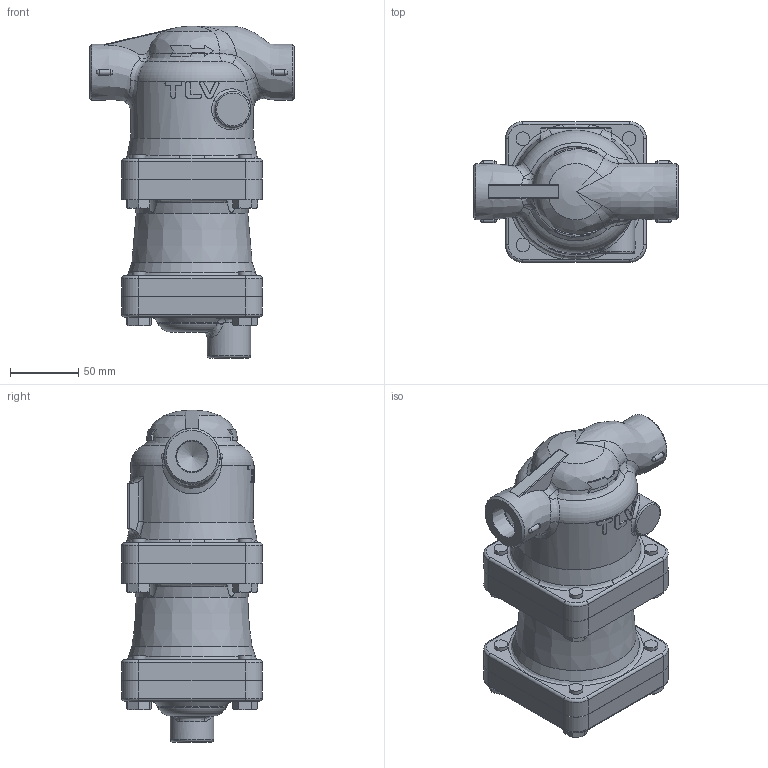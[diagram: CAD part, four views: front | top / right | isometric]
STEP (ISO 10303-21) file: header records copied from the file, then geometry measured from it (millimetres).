
FILE_DESCRIPTION((''),'2;1');
FILE_NAME('dc3s0-020-screw-00.stp','2010-07-05T12:56:09',('nakaot'),(''),'Autodesk Inventor 2008','Autodesk Inventor 2008','');
FILE_SCHEMA(('AUTOMOTIVE_DESIGN { 1 0 10303 214 1 1 1 1 }'));
Length unit declared in the file: millimetre
Products named in the file (1): dc3s0-020-screw-00
Bounding box: 150 x 103 x 243 mm (x, y, z)
Volume: 1618233.5 mm3; surface area: 134054.1 mm2
Topology: 1 solids, 1 shells, 402 faces, 1019 edges, 635 vertices
Faces by surface type: plane 140, bspline 109, cylinder 72, cone 55, torus 17, sphere 9
Full cylindrical faces by diameter (mm): 10 x16, 22.631 x1, 32 x1, 80 x1, 90 x2
Entity records: 24611 total; most frequent: CARTESIAN_POINT 16186, ORIENTED_EDGE 1866, DIRECTION 1506, EDGE_CURVE 933, AXIS2_PLACEMENT_3D 625, VERTEX_POINT 612, EDGE_LOOP 497, FACE_OUTER_BOUND 402
